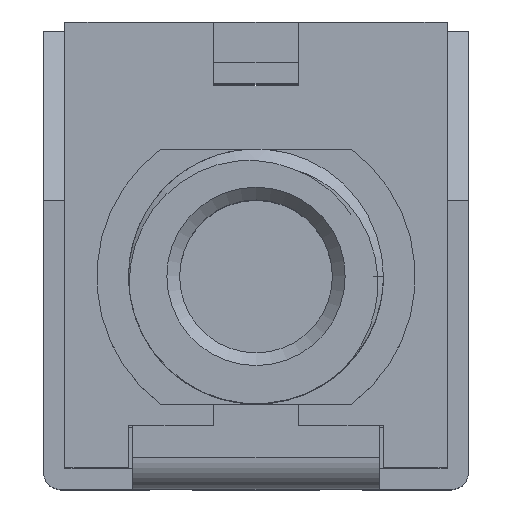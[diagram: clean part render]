
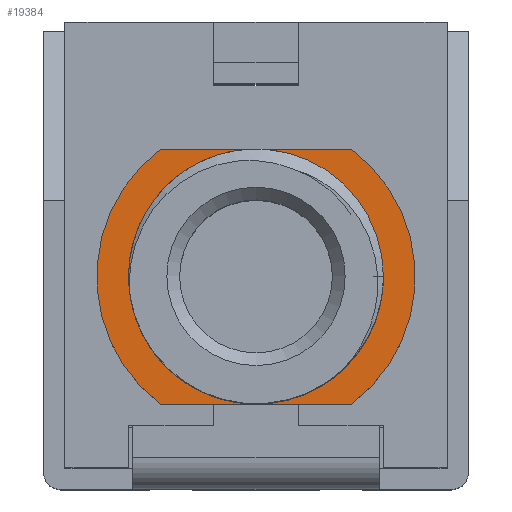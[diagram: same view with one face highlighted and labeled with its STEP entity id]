
A CAD part, top view. The second image highlights one B-rep face of the part: STEP entity #19384.
In plain terms, the highlighted planar face has unit normal (0, 0, 1).
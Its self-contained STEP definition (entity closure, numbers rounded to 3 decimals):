
#16680 = PLANE('',#16681);
#16681 = AXIS2_PLACEMENT_3D('',#16682,#16683,#16684);
#16682 = CARTESIAN_POINT('',(2.25,-3.,9.));
#16683 = DIRECTION('',(0.,-1.,0.));
#16684 = DIRECTION('',(-1.,0.,0.));
#16713 = CYLINDRICAL_SURFACE('',#16714,3.75);
#16714 = AXIS2_PLACEMENT_3D('',#16715,#16716,#16717);
#16715 = CARTESIAN_POINT('',(0.,0.,9.));
#16716 = DIRECTION('',(-0.,-0.,-1.));
#16717 = DIRECTION('',(1.,0.,0.));
#16741 = PLANE('',#16742);
#16742 = AXIS2_PLACEMENT_3D('',#16743,#16744,#16745);
#16743 = CARTESIAN_POINT('',(-2.25,3.,9.));
#16744 = DIRECTION('',(0.,1.,0.));
#16745 = DIRECTION('',(1.,0.,0.));
#16774 = CYLINDRICAL_SURFACE('',#16775,3.75);
#16775 = AXIS2_PLACEMENT_3D('',#16776,#16777,#16778);
#16776 = CARTESIAN_POINT('',(0.,0.,9.));
#16777 = DIRECTION('',(-0.,-0.,-1.));
#16778 = DIRECTION('',(1.,0.,0.));
#18698 = VERTEX_POINT('',#18699);
#18699 = CARTESIAN_POINT('',(2.25,-3.,10.));
#18720 = EDGE_CURVE('',#18698,#18721,#18723,.T.);
#18721 = VERTEX_POINT('',#18722);
#18722 = CARTESIAN_POINT('',(-2.25,-3.,10.));
#18723 = SURFACE_CURVE('',#18724,(#18728,#18735),.PCURVE_S1.);
#18724 = LINE('',#18725,#18726);
#18725 = CARTESIAN_POINT('',(2.25,-3.,10.));
#18726 = VECTOR('',#18727,1.);
#18727 = DIRECTION('',(-1.,0.,0.));
#18728 = PCURVE('',#16680,#18729);
#18729 = DEFINITIONAL_REPRESENTATION('',(#18730),#18734);
#18730 = LINE('',#18731,#18732);
#18731 = CARTESIAN_POINT('',(0.,-1.));
#18732 = VECTOR('',#18733,1.);
#18733 = DIRECTION('',(1.,-0.));
#18734 = ( GEOMETRIC_REPRESENTATION_CONTEXT(2) 
PARAMETRIC_REPRESENTATION_CONTEXT() REPRESENTATION_CONTEXT('2D SPACE',''
  ) );
#18735 = PCURVE('',#18736,#18741);
#18736 = PLANE('',#18737);
#18737 = AXIS2_PLACEMENT_3D('',#18738,#18739,#18740);
#18738 = CARTESIAN_POINT('',(0.,0.,10.));
#18739 = DIRECTION('',(-0.,-0.,-1.));
#18740 = DIRECTION('',(-1.,0.,0.));
#18741 = DEFINITIONAL_REPRESENTATION('',(#18742),#18746);
#18742 = LINE('',#18743,#18744);
#18743 = CARTESIAN_POINT('',(-2.25,-3.));
#18744 = VECTOR('',#18745,1.);
#18745 = DIRECTION('',(1.,0.));
#18746 = ( GEOMETRIC_REPRESENTATION_CONTEXT(2) 
PARAMETRIC_REPRESENTATION_CONTEXT() REPRESENTATION_CONTEXT('2D SPACE',''
  ) );
#18796 = VERTEX_POINT('',#18797);
#18797 = CARTESIAN_POINT('',(-2.25,3.,10.));
#18818 = EDGE_CURVE('',#18796,#18721,#18819,.T.);
#18819 = SURFACE_CURVE('',#18820,(#18825,#18832),.PCURVE_S1.);
#18820 = CIRCLE('',#18821,3.75);
#18821 = AXIS2_PLACEMENT_3D('',#18822,#18823,#18824);
#18822 = CARTESIAN_POINT('',(0.,0.,10.));
#18823 = DIRECTION('',(0.,0.,1.));
#18824 = DIRECTION('',(1.,0.,0.));
#18825 = PCURVE('',#16774,#18826);
#18826 = DEFINITIONAL_REPRESENTATION('',(#18827),#18831);
#18827 = LINE('',#18828,#18829);
#18828 = CARTESIAN_POINT('',(-0.,-1.));
#18829 = VECTOR('',#18830,1.);
#18830 = DIRECTION('',(-1.,0.));
#18831 = ( GEOMETRIC_REPRESENTATION_CONTEXT(2) 
PARAMETRIC_REPRESENTATION_CONTEXT() REPRESENTATION_CONTEXT('2D SPACE',''
  ) );
#18832 = PCURVE('',#18736,#18833);
#18833 = DEFINITIONAL_REPRESENTATION('',(#18834),#18842);
#18834 = ( BOUNDED_CURVE() B_SPLINE_CURVE(2,(#18835,#18836,#18837,#18838
    ,#18839,#18840,#18841),.UNSPECIFIED.,.T.,.F.) 
B_SPLINE_CURVE_WITH_KNOTS((1,2,2,2,2,1),(-2.094,0.,
    2.094,4.189,6.283,8.378),
.UNSPECIFIED.) CURVE() GEOMETRIC_REPRESENTATION_ITEM() 
RATIONAL_B_SPLINE_CURVE((1.,0.5,1.,0.5,1.,0.5,1.)) REPRESENTATION_ITEM(
  '') );
#18835 = CARTESIAN_POINT('',(-3.75,0.));
#18836 = CARTESIAN_POINT('',(-3.75,6.495));
#18837 = CARTESIAN_POINT('',(1.875,3.248));
#18838 = CARTESIAN_POINT('',(7.5,0.));
#18839 = CARTESIAN_POINT('',(1.875,-3.248));
#18840 = CARTESIAN_POINT('',(-3.75,-6.495));
#18841 = CARTESIAN_POINT('',(-3.75,0.));
#18842 = ( GEOMETRIC_REPRESENTATION_CONTEXT(2) 
PARAMETRIC_REPRESENTATION_CONTEXT() REPRESENTATION_CONTEXT('2D SPACE',''
  ) );
#18850 = EDGE_CURVE('',#18796,#18851,#18853,.T.);
#18851 = VERTEX_POINT('',#18852);
#18852 = CARTESIAN_POINT('',(2.25,3.,10.));
#18853 = SURFACE_CURVE('',#18854,(#18858,#18865),.PCURVE_S1.);
#18854 = LINE('',#18855,#18856);
#18855 = CARTESIAN_POINT('',(-2.25,3.,10.));
#18856 = VECTOR('',#18857,1.);
#18857 = DIRECTION('',(1.,0.,0.));
#18858 = PCURVE('',#16741,#18859);
#18859 = DEFINITIONAL_REPRESENTATION('',(#18860),#18864);
#18860 = LINE('',#18861,#18862);
#18861 = CARTESIAN_POINT('',(0.,-1.));
#18862 = VECTOR('',#18863,1.);
#18863 = DIRECTION('',(1.,0.));
#18864 = ( GEOMETRIC_REPRESENTATION_CONTEXT(2) 
PARAMETRIC_REPRESENTATION_CONTEXT() REPRESENTATION_CONTEXT('2D SPACE',''
  ) );
#18865 = PCURVE('',#18736,#18866);
#18866 = DEFINITIONAL_REPRESENTATION('',(#18867),#18871);
#18867 = LINE('',#18868,#18869);
#18868 = CARTESIAN_POINT('',(2.25,3.));
#18869 = VECTOR('',#18870,1.);
#18870 = DIRECTION('',(-1.,0.));
#18871 = ( GEOMETRIC_REPRESENTATION_CONTEXT(2) 
PARAMETRIC_REPRESENTATION_CONTEXT() REPRESENTATION_CONTEXT('2D SPACE',''
  ) );
#18899 = EDGE_CURVE('',#18698,#18851,#18900,.T.);
#18900 = SURFACE_CURVE('',#18901,(#18906,#18913),.PCURVE_S1.);
#18901 = CIRCLE('',#18902,3.75);
#18902 = AXIS2_PLACEMENT_3D('',#18903,#18904,#18905);
#18903 = CARTESIAN_POINT('',(0.,0.,10.));
#18904 = DIRECTION('',(0.,0.,1.));
#18905 = DIRECTION('',(1.,0.,0.));
#18906 = PCURVE('',#16713,#18907);
#18907 = DEFINITIONAL_REPRESENTATION('',(#18908),#18912);
#18908 = LINE('',#18909,#18910);
#18909 = CARTESIAN_POINT('',(-0.,-1.));
#18910 = VECTOR('',#18911,1.);
#18911 = DIRECTION('',(-1.,0.));
#18912 = ( GEOMETRIC_REPRESENTATION_CONTEXT(2) 
PARAMETRIC_REPRESENTATION_CONTEXT() REPRESENTATION_CONTEXT('2D SPACE',''
  ) );
#18913 = PCURVE('',#18736,#18914);
#18914 = DEFINITIONAL_REPRESENTATION('',(#18915),#18923);
#18915 = ( BOUNDED_CURVE() B_SPLINE_CURVE(2,(#18916,#18917,#18918,#18919
    ,#18920,#18921,#18922),.UNSPECIFIED.,.T.,.F.) 
B_SPLINE_CURVE_WITH_KNOTS((1,2,2,2,2,1),(-2.094,0.,
    2.094,4.189,6.283,8.378),
.UNSPECIFIED.) CURVE() GEOMETRIC_REPRESENTATION_ITEM() 
RATIONAL_B_SPLINE_CURVE((1.,0.5,1.,0.5,1.,0.5,1.)) REPRESENTATION_ITEM(
  '') );
#18916 = CARTESIAN_POINT('',(-3.75,0.));
#18917 = CARTESIAN_POINT('',(-3.75,6.495));
#18918 = CARTESIAN_POINT('',(1.875,3.248));
#18919 = CARTESIAN_POINT('',(7.5,0.));
#18920 = CARTESIAN_POINT('',(1.875,-3.248));
#18921 = CARTESIAN_POINT('',(-3.75,-6.495));
#18922 = CARTESIAN_POINT('',(-3.75,0.));
#18923 = ( GEOMETRIC_REPRESENTATION_CONTEXT(2) 
PARAMETRIC_REPRESENTATION_CONTEXT() REPRESENTATION_CONTEXT('2D SPACE',''
  ) );
#19224 = CYLINDRICAL_SURFACE('',#19225,1.8);
#19225 = AXIS2_PLACEMENT_3D('',#19226,#19227,#19228);
#19226 = CARTESIAN_POINT('',(0.,0.,10.));
#19227 = DIRECTION('',(0.,0.,1.));
#19228 = DIRECTION('',(1.,0.,0.));
#19384 = ADVANCED_FACE('',(#19385,#19391),#18736,.F.);
#19385 = FACE_BOUND('',#19386,.F.);
#19386 = EDGE_LOOP('',(#19387,#19388,#19389,#19390));
#19387 = ORIENTED_EDGE('',*,*,#18720,.T.);
#19388 = ORIENTED_EDGE('',*,*,#18818,.F.);
#19389 = ORIENTED_EDGE('',*,*,#18850,.T.);
#19390 = ORIENTED_EDGE('',*,*,#18899,.F.);
#19391 = FACE_BOUND('',#19392,.F.);
#19392 = EDGE_LOOP('',(#19393));
#19393 = ORIENTED_EDGE('',*,*,#19394,.F.);
#19394 = EDGE_CURVE('',#19395,#19395,#19397,.T.);
#19395 = VERTEX_POINT('',#19396);
#19396 = CARTESIAN_POINT('',(1.8,0.,10.));
#19397 = SURFACE_CURVE('',#19398,(#19403,#19410),.PCURVE_S1.);
#19398 = CIRCLE('',#19399,1.8);
#19399 = AXIS2_PLACEMENT_3D('',#19400,#19401,#19402);
#19400 = CARTESIAN_POINT('',(0.,0.,10.));
#19401 = DIRECTION('',(0.,0.,-1.));
#19402 = DIRECTION('',(1.,0.,0.));
#19403 = PCURVE('',#18736,#19404);
#19404 = DEFINITIONAL_REPRESENTATION('',(#19405),#19409);
#19405 = CIRCLE('',#19406,1.8);
#19406 = AXIS2_PLACEMENT_2D('',#19407,#19408);
#19407 = CARTESIAN_POINT('',(0.,0.));
#19408 = DIRECTION('',(-1.,0.));
#19409 = ( GEOMETRIC_REPRESENTATION_CONTEXT(2) 
PARAMETRIC_REPRESENTATION_CONTEXT() REPRESENTATION_CONTEXT('2D SPACE',''
  ) );
#19410 = PCURVE('',#19224,#19411);
#19411 = DEFINITIONAL_REPRESENTATION('',(#19412),#19416);
#19412 = LINE('',#19413,#19414);
#19413 = CARTESIAN_POINT('',(-0.,0.));
#19414 = VECTOR('',#19415,1.);
#19415 = DIRECTION('',(-1.,0.));
#19416 = ( GEOMETRIC_REPRESENTATION_CONTEXT(2) 
PARAMETRIC_REPRESENTATION_CONTEXT() REPRESENTATION_CONTEXT('2D SPACE',''
  ) );
